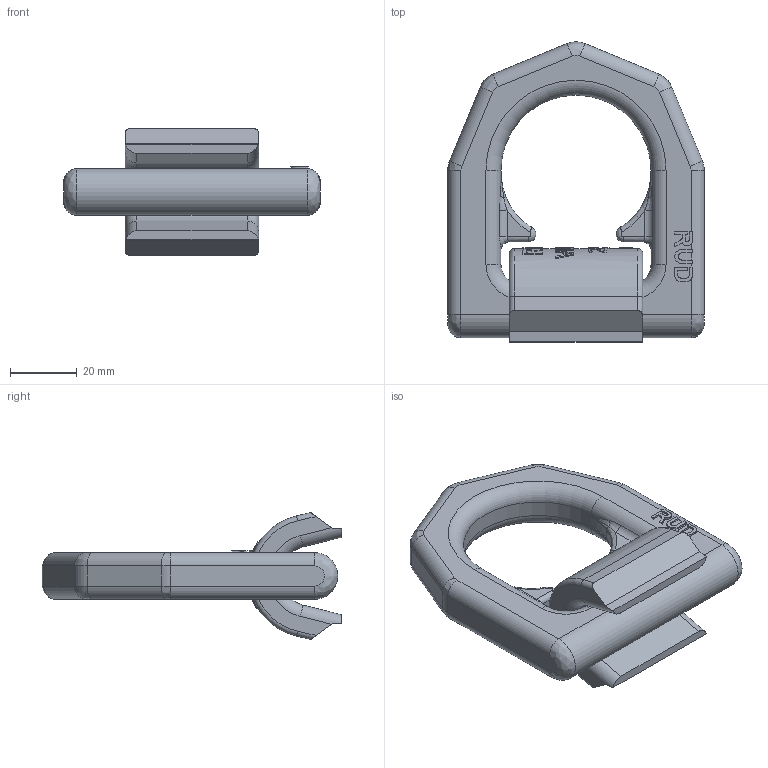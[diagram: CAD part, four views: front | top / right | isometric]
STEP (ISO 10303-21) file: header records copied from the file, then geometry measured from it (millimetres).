
FILE_DESCRIPTION((''),'2;1');
FILE_NAME('001-M34884-P4_ASM','2018-11-23T',('anja.joas'),(''),'PRO/ENGINEER BY PARAMETRIC TECHNOLOGY CORPORATION, 2011490','PRO/ENGINEER BY PARAMETRIC TECHNOLOGY CORPORATION, 2011490','');
FILE_SCHEMA(('CONFIG_CONTROL_DESIGN'));
Length unit declared in the file: millimetre
Products named in the file (3): 001-M34884-P2; 001-M34884-P1; 001-M34884-P4_ASM
Assembly tree (2 placements, depth 2):
  001-M34884-P4_ASM
    001-M34884-P2
    001-M34884-P1
Bounding box: 77 x 89.98 x 38 mm (x, y, z)
Volume: 68525.2 mm3; surface area: 18757.1 mm2
Topology: 2 solids, 2 shells, 440 faces, 1181 edges, 760 vertices
Faces by surface type: plane 298, cylinder 87, bspline 32, torus 22, extrusion 1
Entity records: 15381 total; most frequent: CARTESIAN_POINT 4831, ORIENTED_EDGE 2362, DIRECTION 1962, EDGE_CURVE 1181, VERTEX_POINT 760, AXIS2_PLACEMENT_3D 701, VECTOR 560, LINE 559
